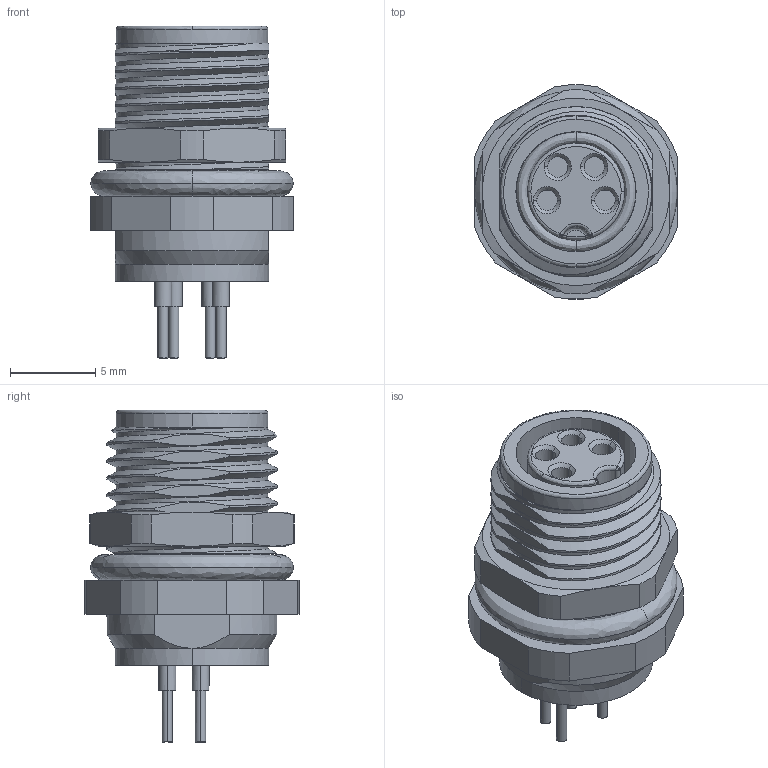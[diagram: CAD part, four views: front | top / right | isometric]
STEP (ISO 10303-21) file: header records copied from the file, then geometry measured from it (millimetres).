
FILE_DESCRIPTION (( 'STEP AP214' ), '1' );
FILE_NAME ('T4041017041-000.STEP', '2023-09-07T09:44:58', ( '' ), ( '' ), 'SwSTEP 2.0', 'SolidWorks 2018', '' );
FILE_SCHEMA (( 'AUTOMOTIVE_DESIGN' ));
Length unit declared in the file: millimetre
Products named in the file (1): T4041017041-000
Bounding box: 11.95 x 12.57 x 19.5 mm (x, y, z)
Volume: 1172.7 mm3; surface area: 1220.9 mm2
Topology: 1 solids, 1 shells, 174 faces, 421 edges, 265 vertices
Faces by surface type: cylinder 63, plane 51, bspline 35, cone 25
Entity records: 11293 total; most frequent: CARTESIAN_POINT 7259, ORIENTED_EDGE 834, DIRECTION 553, EDGE_CURVE 417, VERTEX_POINT 265, AXIS2_PLACEMENT_3D 220, B_SPLINE_CURVE_WITH_KNOTS 214, EDGE_LOOP 194
